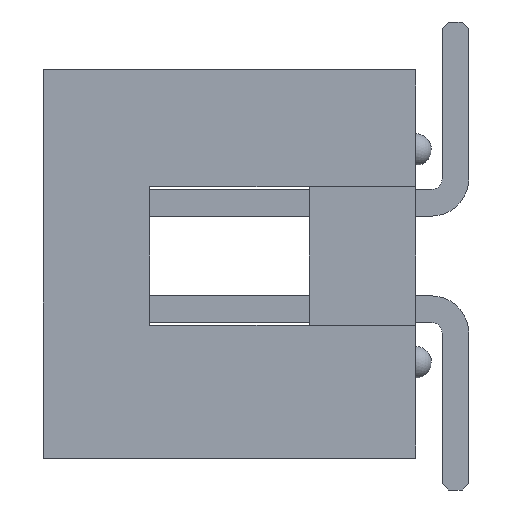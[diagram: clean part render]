
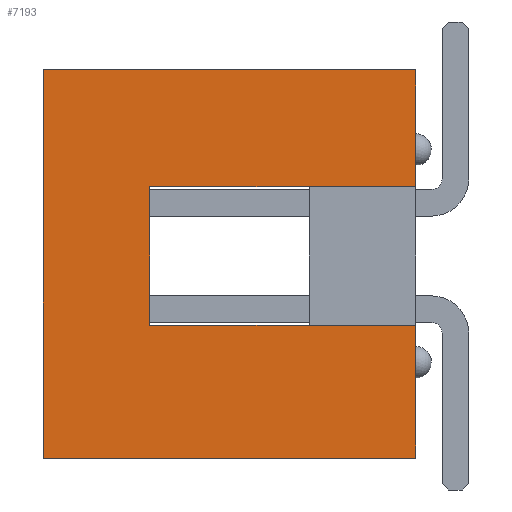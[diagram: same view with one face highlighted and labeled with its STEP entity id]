
A CAD part, left-side view. The second image highlights one B-rep face of the part: STEP entity #7193.
In plain terms, the highlighted planar face has unit normal (-1, 0, 0).
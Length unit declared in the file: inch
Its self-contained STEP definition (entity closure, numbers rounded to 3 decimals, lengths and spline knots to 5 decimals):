
#259=ORIENTED_EDGE('',*,*,#2353,.F.);
#260=ORIENTED_EDGE('',*,*,#2379,.F.);
#261=ORIENTED_EDGE('',*,*,#2376,.F.);
#262=ORIENTED_EDGE('',*,*,#2400,.F.);
#263=ORIENTED_EDGE('',*,*,#2401,.T.);
#264=ORIENTED_EDGE('',*,*,#2402,.T.);
#265=ORIENTED_EDGE('',*,*,#2372,.F.);
#266=ORIENTED_EDGE('',*,*,#2392,.F.);
#2353=EDGE_CURVE('',#3431,#3411,#4151,.T.);
#2372=EDGE_CURVE('',#3450,#3451,#4166,.T.);
#2376=EDGE_CURVE('',#3454,#3455,#4170,.T.);
#2379=EDGE_CURVE('',#3455,#3431,#4173,.T.);
#2392=EDGE_CURVE('',#3411,#3450,#4186,.T.);
#2400=EDGE_CURVE('',#3465,#3454,#4194,.T.);
#2401=EDGE_CURVE('',#3465,#3466,#4195,.T.);
#2402=EDGE_CURVE('',#3466,#3451,#4196,.T.);
#3411=VERTEX_POINT('',#9970);
#3431=VERTEX_POINT('',#10011);
#3450=VERTEX_POINT('',#10050);
#3451=VERTEX_POINT('',#10052);
#3454=VERTEX_POINT('',#10058);
#3455=VERTEX_POINT('',#10060);
#3465=VERTEX_POINT('',#10102);
#3466=VERTEX_POINT('',#10104);
#4151=LINE('',#10012,#5147);
#4166=LINE('',#10051,#5162);
#4170=LINE('',#10059,#5166);
#4173=LINE('',#10064,#5169);
#4186=LINE('',#10087,#5182);
#4194=LINE('',#10101,#5190);
#4195=LINE('',#10103,#5191);
#4196=LINE('',#10105,#5192);
#5147=VECTOR('',#8080,39.37008);
#5162=VECTOR('',#8105,39.37008);
#5166=VECTOR('',#8109,39.37008);
#5169=VECTOR('',#8114,39.37008);
#5182=VECTOR('',#8137,39.37008);
#5190=VECTOR('',#8149,39.37008);
#5191=VECTOR('',#8150,39.37008);
#5192=VECTOR('',#8151,39.37008);
#6129=EDGE_LOOP('',(#259,#260,#261,#262,#263,#264,#265,#266));
#6501=FACE_BOUND('',#6129,.T.);
#6869=PLANE('',#7603);
#7193=ADVANCED_FACE('',(#6501),#6869,.F.);
#7603=AXIS2_PLACEMENT_3D('',#10100,#8147,#8148);
#8080=DIRECTION('',(0.,0.,1.));
#8105=DIRECTION('',(0.,0.,-1.));
#8109=DIRECTION('',(0.,0.,-1.));
#8114=DIRECTION('',(0.,1.,0.));
#8137=DIRECTION('',(0.,-1.,0.));
#8147=DIRECTION('',(1.,0.,0.));
#8148=DIRECTION('',(0.,0.,-1.));
#8149=DIRECTION('',(0.,-1.,0.));
#8150=DIRECTION('',(0.,0.,1.));
#8151=DIRECTION('',(0.,-1.,0.));
#9970=CARTESIAN_POINT('',(-0.575,0.35,0.175));
#10011=CARTESIAN_POINT('',(-0.575,0.35,-0.19));
#10012=CARTESIAN_POINT('',(-0.575,0.35,-0.19));
#10050=CARTESIAN_POINT('',(-0.575,0.,0.175));
#10051=CARTESIAN_POINT('',(-0.575,0.,0.175));
#10052=CARTESIAN_POINT('',(-0.575,0.,0.065));
#10058=CARTESIAN_POINT('',(-0.575,0.,-0.065));
#10059=CARTESIAN_POINT('',(-0.575,0.,0.175));
#10060=CARTESIAN_POINT('',(-0.575,0.,-0.19));
#10064=CARTESIAN_POINT('',(-0.575,0.,-0.19));
#10087=CARTESIAN_POINT('',(-0.575,0.35,0.175));
#10100=CARTESIAN_POINT('',(-0.575,0.,0.));
#10101=CARTESIAN_POINT('',(-0.575,0.25,-0.065));
#10102=CARTESIAN_POINT('',(-0.575,0.25,-0.065));
#10103=CARTESIAN_POINT('',(-0.575,0.25,0.));
#10104=CARTESIAN_POINT('',(-0.575,0.25,0.065));
#10105=CARTESIAN_POINT('',(-0.575,0.25,0.065));
